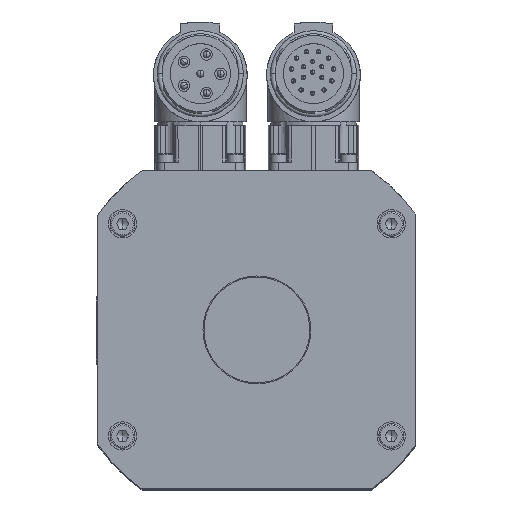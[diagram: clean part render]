
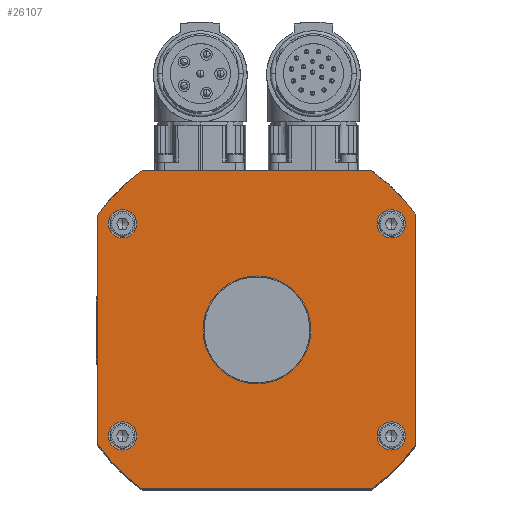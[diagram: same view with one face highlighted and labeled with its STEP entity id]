
A CAD part, top view. The second image highlights one B-rep face of the part: STEP entity #26107.
In plain terms, the highlighted planar face has unit normal (0, 0, 1).
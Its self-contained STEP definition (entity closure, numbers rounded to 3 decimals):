
#12070=CARTESIAN_POINT('',(42.,30.,156.5));
#12071=VERTEX_POINT('',#12070);
#12087=CARTESIAN_POINT('',(34.,30.,156.5));
#12088=VERTEX_POINT('',#12087);
#12095=CARTESIAN_POINT('',(38.,30.,156.5));
#12096=DIRECTION('',(0.0,0.0,-1.0));
#12097=DIRECTION('',(1.0,0.0,0.0));
#12098=AXIS2_PLACEMENT_3D('',#12095,#12096,#12097);
#12099=CIRCLE('',#12098,4.0);
#12100=EDGE_CURVE('',#12071,#12088,#12099,.T.);
#12133=CARTESIAN_POINT('',(-34.,30.,156.5));
#12134=VERTEX_POINT('',#12133);
#12150=CARTESIAN_POINT('',(-42.,30.,156.5));
#12151=VERTEX_POINT('',#12150);
#12158=CARTESIAN_POINT('',(-38.,30.,156.5));
#12159=DIRECTION('',(0.0,0.0,-1.0));
#12160=DIRECTION('',(1.0,0.0,0.0));
#12161=AXIS2_PLACEMENT_3D('',#12158,#12159,#12160);
#12162=CIRCLE('',#12161,4.0);
#12163=EDGE_CURVE('',#12134,#12151,#12162,.T.);
#12196=CARTESIAN_POINT('',(-34.,-30.,156.5));
#12197=VERTEX_POINT('',#12196);
#12213=CARTESIAN_POINT('',(-42.,-30.,156.5));
#12214=VERTEX_POINT('',#12213);
#12221=CARTESIAN_POINT('',(-38.,-30.,156.5));
#12222=DIRECTION('',(0.0,0.0,-1.0));
#12223=DIRECTION('',(1.0,0.0,0.0));
#12224=AXIS2_PLACEMENT_3D('',#12221,#12222,#12223);
#12225=CIRCLE('',#12224,4.0);
#12226=EDGE_CURVE('',#12197,#12214,#12225,.T.);
#12259=CARTESIAN_POINT('',(42.,-30.,156.5));
#12260=VERTEX_POINT('',#12259);
#12276=CARTESIAN_POINT('',(34.,-30.,156.5));
#12277=VERTEX_POINT('',#12276);
#12284=CARTESIAN_POINT('',(38.,-30.,156.5));
#12285=DIRECTION('',(0.0,0.0,-1.0));
#12286=DIRECTION('',(1.0,0.0,0.0));
#12287=AXIS2_PLACEMENT_3D('',#12284,#12285,#12286);
#12288=CIRCLE('',#12287,4.0);
#12289=EDGE_CURVE('',#12260,#12277,#12288,.T.);
#12322=CARTESIAN_POINT('',(15.25,0.,156.5));
#12323=VERTEX_POINT('',#12322);
#12339=CARTESIAN_POINT('',(-15.25,0.,156.5));
#12340=VERTEX_POINT('',#12339);
#12347=CARTESIAN_POINT('',(0.,0.,156.5));
#12348=DIRECTION('',(0.0,0.0,-1.0));
#12349=DIRECTION('',(1.0,0.0,0.0));
#12350=AXIS2_PLACEMENT_3D('',#12347,#12348,#12349);
#12351=CIRCLE('',#12350,15.25);
#12352=EDGE_CURVE('',#12323,#12340,#12351,.T.);
#25982=CARTESIAN_POINT('',(0.,0.,156.5));
#25983=DIRECTION('',(0.0,0.0,-1.0));
#25984=DIRECTION('',(0.0,1.0,0.0));
#25985=AXIS2_PLACEMENT_3D('',#25982,#25983,#25984);
#25986=PLANE('',#25985);
#25987=CARTESIAN_POINT('',(45.,-32.485,156.5));
#25988=VERTEX_POINT('',#25987);
#25989=CARTESIAN_POINT('',(32.485,-45.,156.5));
#25990=VERTEX_POINT('',#25989);
#25991=CARTESIAN_POINT('',(0.,0.,156.5));
#25992=DIRECTION('',(0.,0.,-1.0));
#25993=DIRECTION('',(0.585,-0.811,0.));
#25994=AXIS2_PLACEMENT_3D('',#25991,#25992,#25993);
#25995=CIRCLE('',#25994,55.5);
#25996=EDGE_CURVE('',#25988,#25990,#25995,.T.);
#25997=ORIENTED_EDGE('',*,*,#25996,.F.);
#25998=CARTESIAN_POINT('',(45.,32.485,156.5));
#25999=VERTEX_POINT('',#25998);
#26000=CARTESIAN_POINT('',(45.,32.485,156.5));
#26001=DIRECTION('',(0.0,-1.0,0.0));
#26002=VECTOR('',#26001,64.969);
#26003=LINE('',#26000,#26002);
#26004=EDGE_CURVE('',#25999,#25988,#26003,.T.);
#26005=ORIENTED_EDGE('',*,*,#26004,.F.);
#26006=CARTESIAN_POINT('',(32.485,45.,156.5));
#26007=VERTEX_POINT('',#26006);
#26008=CARTESIAN_POINT('',(0.,0.,156.5));
#26009=DIRECTION('',(0.,0.,-1.0));
#26010=DIRECTION('',(0.811,0.585,0.));
#26011=AXIS2_PLACEMENT_3D('',#26008,#26009,#26010);
#26012=CIRCLE('',#26011,55.5);
#26013=EDGE_CURVE('',#26007,#25999,#26012,.T.);
#26014=ORIENTED_EDGE('',*,*,#26013,.F.);
#26015=CARTESIAN_POINT('',(-32.485,45.,156.5));
#26016=VERTEX_POINT('',#26015);
#26017=CARTESIAN_POINT('',(-32.485,45.,156.5));
#26018=DIRECTION('',(1.0,0.0,0.0));
#26019=VECTOR('',#26018,64.969);
#26020=LINE('',#26017,#26019);
#26021=EDGE_CURVE('',#26016,#26007,#26020,.T.);
#26022=ORIENTED_EDGE('',*,*,#26021,.F.);
#26023=CARTESIAN_POINT('',(-45.,32.485,156.5));
#26024=VERTEX_POINT('',#26023);
#26025=CARTESIAN_POINT('',(0.,0.,156.5));
#26026=DIRECTION('',(0.,0.,-1.0));
#26027=DIRECTION('',(-0.585,0.811,0.));
#26028=AXIS2_PLACEMENT_3D('',#26025,#26026,#26027);
#26029=CIRCLE('',#26028,55.5);
#26030=EDGE_CURVE('',#26024,#26016,#26029,.T.);
#26031=ORIENTED_EDGE('',*,*,#26030,.F.);
#26032=CARTESIAN_POINT('',(-45.,-32.485,156.5));
#26033=VERTEX_POINT('',#26032);
#26034=CARTESIAN_POINT('',(-45.,-32.485,156.5));
#26035=DIRECTION('',(0.0,1.0,0.0));
#26036=VECTOR('',#26035,64.969);
#26037=LINE('',#26034,#26036);
#26038=EDGE_CURVE('',#26033,#26024,#26037,.T.);
#26039=ORIENTED_EDGE('',*,*,#26038,.F.);
#26040=CARTESIAN_POINT('',(-32.485,-45.,156.5));
#26041=VERTEX_POINT('',#26040);
#26042=CARTESIAN_POINT('',(0.,0.,156.5));
#26043=DIRECTION('',(0.,0.,-1.));
#26044=DIRECTION('',(-0.811,-0.585,0.));
#26045=AXIS2_PLACEMENT_3D('',#26042,#26043,#26044);
#26046=CIRCLE('',#26045,55.5);
#26047=EDGE_CURVE('',#26041,#26033,#26046,.T.);
#26048=ORIENTED_EDGE('',*,*,#26047,.F.);
#26049=CARTESIAN_POINT('',(32.485,-45.,156.5));
#26050=DIRECTION('',(-1.0,0.0,0.0));
#26051=VECTOR('',#26050,64.969);
#26052=LINE('',#26049,#26051);
#26053=EDGE_CURVE('',#25990,#26041,#26052,.T.);
#26054=ORIENTED_EDGE('',*,*,#26053,.F.);
#26055=EDGE_LOOP('',(#25997,#26005,#26014,#26022,#26031,#26039,#26048,#26054));
#26056=FACE_OUTER_BOUND('',#26055,.T.);
#26057=ORIENTED_EDGE('',*,*,#12100,.T.);
#26058=CARTESIAN_POINT('',(38.,30.,156.5));
#26059=DIRECTION('',(0.0,0.0,-1.0));
#26060=DIRECTION('',(1.0,0.0,0.0));
#26061=AXIS2_PLACEMENT_3D('',#26058,#26059,#26060);
#26062=CIRCLE('',#26061,4.0);
#26063=EDGE_CURVE('',#12088,#12071,#26062,.T.);
#26064=ORIENTED_EDGE('',*,*,#26063,.T.);
#26065=EDGE_LOOP('',(#26057,#26064));
#26066=FACE_BOUND('',#26065,.T.);
#26067=ORIENTED_EDGE('',*,*,#12163,.T.);
#26068=CARTESIAN_POINT('',(-38.,30.,156.5));
#26069=DIRECTION('',(0.0,0.0,-1.0));
#26070=DIRECTION('',(1.0,0.0,0.0));
#26071=AXIS2_PLACEMENT_3D('',#26068,#26069,#26070);
#26072=CIRCLE('',#26071,4.0);
#26073=EDGE_CURVE('',#12151,#12134,#26072,.T.);
#26074=ORIENTED_EDGE('',*,*,#26073,.T.);
#26075=EDGE_LOOP('',(#26067,#26074));
#26076=FACE_BOUND('',#26075,.T.);
#26077=ORIENTED_EDGE('',*,*,#12226,.T.);
#26078=CARTESIAN_POINT('',(-38.,-30.,156.5));
#26079=DIRECTION('',(0.0,0.0,-1.0));
#26080=DIRECTION('',(1.0,0.0,0.0));
#26081=AXIS2_PLACEMENT_3D('',#26078,#26079,#26080);
#26082=CIRCLE('',#26081,4.0);
#26083=EDGE_CURVE('',#12214,#12197,#26082,.T.);
#26084=ORIENTED_EDGE('',*,*,#26083,.T.);
#26085=EDGE_LOOP('',(#26077,#26084));
#26086=FACE_BOUND('',#26085,.T.);
#26087=ORIENTED_EDGE('',*,*,#12289,.T.);
#26088=CARTESIAN_POINT('',(38.,-30.,156.5));
#26089=DIRECTION('',(0.0,0.0,-1.0));
#26090=DIRECTION('',(1.0,0.0,0.0));
#26091=AXIS2_PLACEMENT_3D('',#26088,#26089,#26090);
#26092=CIRCLE('',#26091,4.0);
#26093=EDGE_CURVE('',#12277,#12260,#26092,.T.);
#26094=ORIENTED_EDGE('',*,*,#26093,.T.);
#26095=EDGE_LOOP('',(#26087,#26094));
#26096=FACE_BOUND('',#26095,.T.);
#26097=ORIENTED_EDGE('',*,*,#12352,.T.);
#26098=CARTESIAN_POINT('',(0.,0.,156.5));
#26099=DIRECTION('',(0.0,0.0,-1.0));
#26100=DIRECTION('',(1.0,0.0,0.0));
#26101=AXIS2_PLACEMENT_3D('',#26098,#26099,#26100);
#26102=CIRCLE('',#26101,15.25);
#26103=EDGE_CURVE('',#12340,#12323,#26102,.T.);
#26104=ORIENTED_EDGE('',*,*,#26103,.T.);
#26105=EDGE_LOOP('',(#26097,#26104));
#26106=FACE_BOUND('',#26105,.T.);
#26107=ADVANCED_FACE('',(#26056,#26066,#26076,#26086,#26096,#26106),#25986,.F.);
